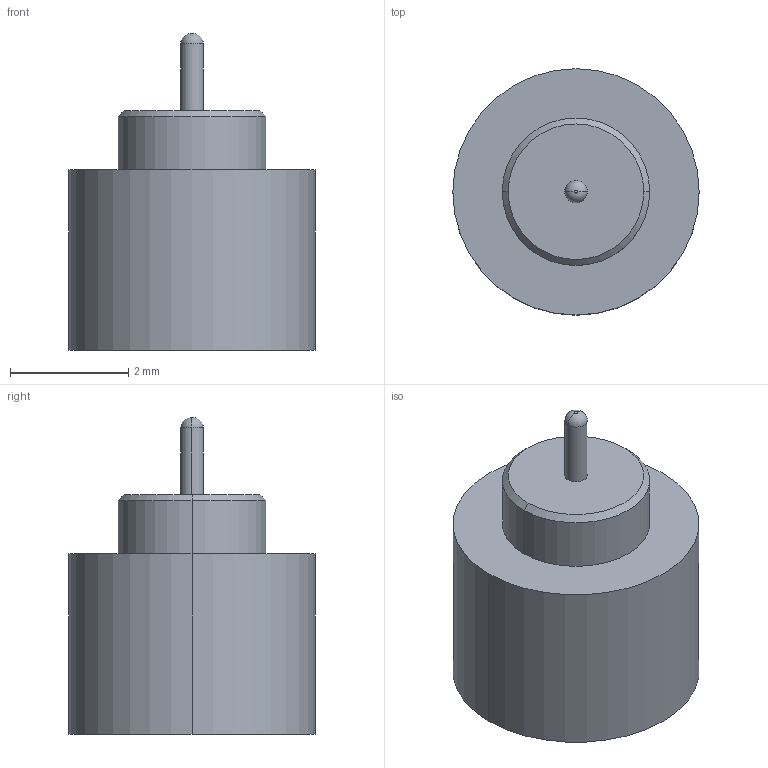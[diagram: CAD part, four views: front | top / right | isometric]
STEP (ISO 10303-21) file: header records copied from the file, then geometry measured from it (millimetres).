
FILE_DESCRIPTION (( 'STEP AP203' ), '1' );
FILE_NAME ('R222.645.030B.STEP', '2014-03-03T14:50:03', ( 'adminradiall' ), ( 'Microsoft' ), 'SwSTEP 2.0', 'SolidWorks 2011', '' );
FILE_SCHEMA (( 'CONFIG_CONTROL_DESIGN' ));
Length unit declared in the file: millimetre
Products named in the file (1): R222.645.030B
Bounding box: 4.16 x 4.16 x 5.35 mm (x, y, z)
Volume: 22.9 mm3; surface area: 103.9 mm2
Topology: 1 solids, 1 shells, 32 faces, 62 edges, 36 vertices
Faces by surface type: cylinder 14, cone 8, plane 6, torus 4
Entity records: 895 total; most frequent: DIRECTION 168, CARTESIAN_POINT 131, ORIENTED_EDGE 124, AXIS2_PLACEMENT_3D 73, EDGE_CURVE 62, CIRCLE 40, EDGE_LOOP 36, VERTEX_POINT 36
